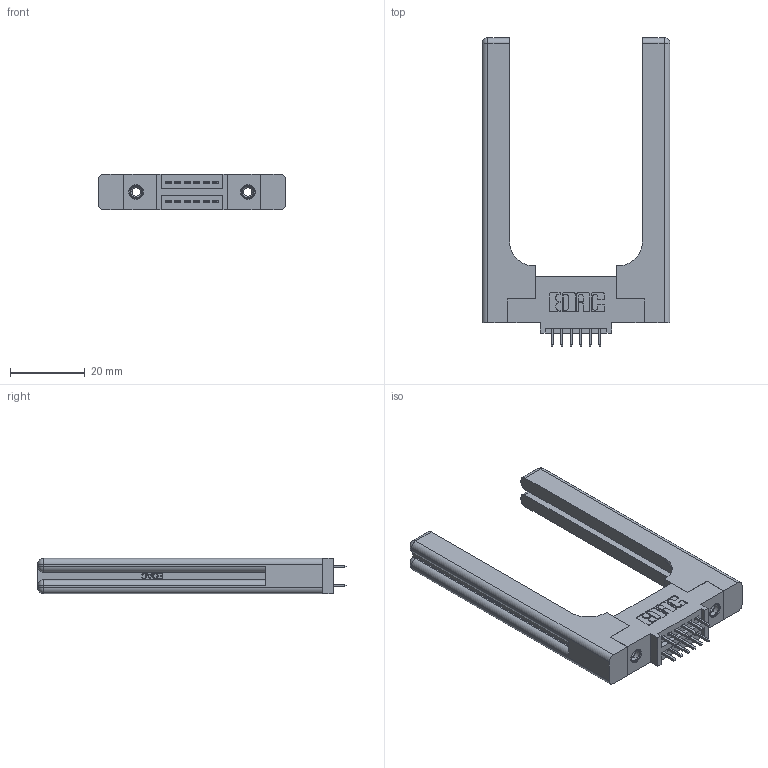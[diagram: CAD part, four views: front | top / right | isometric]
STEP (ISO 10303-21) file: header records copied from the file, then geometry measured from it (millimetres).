
FILE_DESCRIPTION (( 'STEP AP203' ), '1' );
FILE_NAME ('345-012-521-558.STEP', '2019-10-26T15:38:12', ( '' ), ( '' ), 'SwSTEP 2.0', 'SolidWorks 2016', '' );
FILE_SCHEMA (( 'CONFIG_CONTROL_DESIGN' ));
Length unit declared in the file: inch
Products named in the file (5): 345-250-001_345-250-001-102; 345-292-001_345-293-121; 345 Part_0.110 Offset - 0.156 Dia-TH; 345-220-058_345-220-058; 345-012-521-558
Assembly tree (17 placements, depth 2):
  345-012-521-558
    345 Part_0.110 Offset - 0.156 Dia-TH
    345-292-001_345-293-121  x12
    345-250-001_345-250-001-102  x2
    345-220-058_345-220-058  x2
Bounding box: 50.27 x 82.47 x 9.4 mm (x, y, z)
Volume: 12945.6 mm3; surface area: 11030.8 mm2
Topology: 17 solids, 17 shells, 986 faces, 2807 edges, 1834 vertices
Faces by surface type: plane 628, cylinder 298, bspline 36, cone 12, sphere 8, torus 4
Entity records: 14886 total; most frequent: CARTESIAN_POINT 3525, ORIENTED_EDGE 2256, DIRECTION 2084, EDGE_CURVE 1128, VECTOR 880, LINE 880, VERTEX_POINT 742, AXIS2_PLACEMENT_3D 602
